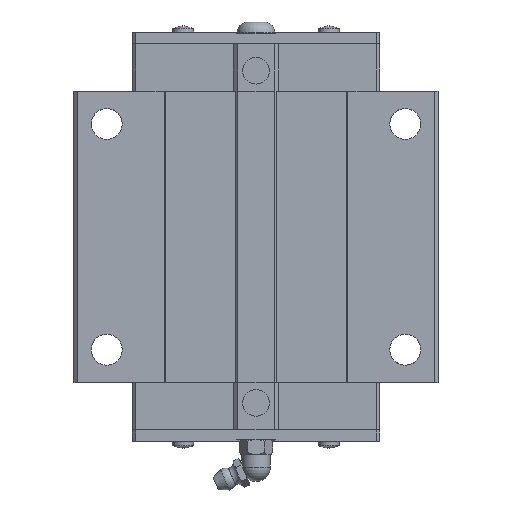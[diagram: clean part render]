
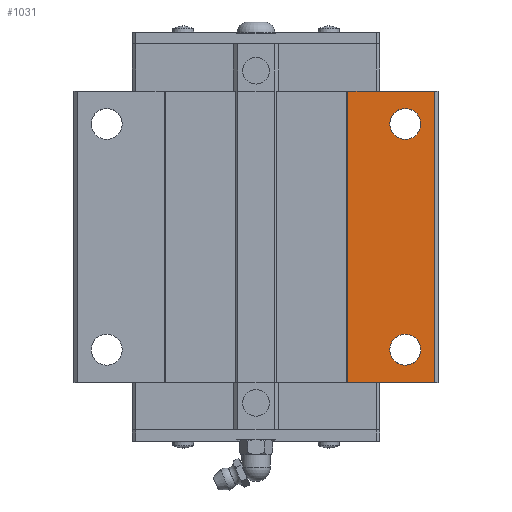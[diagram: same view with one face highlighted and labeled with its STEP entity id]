
A CAD part, top view. The second image highlights one B-rep face of the part: STEP entity #1031.
In plain terms, the highlighted planar face has unit normal (0, 0, 1).
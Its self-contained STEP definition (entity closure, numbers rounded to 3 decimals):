
#1031=ADVANCED_FACE('',(#2133,#2134,#2135),#2136,.T.);
#2133=FACE_OUTER_BOUND('',#3307,.T.);
#2134=FACE_BOUND('',#3308,.T.);
#2135=FACE_BOUND('',#3309,.T.);
#2136=PLANE('',#3310);
#3307=EDGE_LOOP('',(#6505,#6506,#6507,#6508));
#3308=EDGE_LOOP('',(#6509,#6510));
#3309=EDGE_LOOP('',(#6511,#6512));
#3310=AXIS2_PLACEMENT_3D('',#6513,#6514,#6515);
#6505=ORIENTED_EDGE('',*,*,#8279,.T.);
#6506=ORIENTED_EDGE('',*,*,#8208,.T.);
#6507=ORIENTED_EDGE('',*,*,#8285,.F.);
#6508=ORIENTED_EDGE('',*,*,#8260,.T.);
#6509=ORIENTED_EDGE('',*,*,#7096,.T.);
#6510=ORIENTED_EDGE('',*,*,#8286,.T.);
#6511=ORIENTED_EDGE('',*,*,#7091,.T.);
#6512=ORIENTED_EDGE('',*,*,#8287,.T.);
#6513=CARTESIAN_POINT('',(0.0,96.201,48.0));
#6514=DIRECTION('',(0.0,0.0,1.0));
#6515=DIRECTION('',(-1.0,0.0,0.0));
#7091=EDGE_CURVE('',#8498,#8504,#8506,.T.);
#7096=EDGE_CURVE('',#8509,#8513,#8515,.T.);
#8208=EDGE_CURVE('',#10170,#10168,#10171,.T.);
#8260=EDGE_CURVE('',#10260,#10258,#10261,.T.);
#8279=EDGE_CURVE('',#10258,#10170,#10284,.T.);
#8285=EDGE_CURVE('',#10260,#10168,#10290,.T.);
#8286=EDGE_CURVE('',#8513,#8509,#10291,.T.);
#8287=EDGE_CURVE('',#8504,#8498,#10292,.T.);
#8498=VERTEX_POINT('',#10563);
#8504=VERTEX_POINT('',#10570);
#8506=CIRCLE('',#10573,4.25);
#8509=VERTEX_POINT('',#10576);
#8513=VERTEX_POINT('',#10581);
#8515=CIRCLE('',#10584,4.25);
#10168=VERTEX_POINT('',#13845);
#10170=VERTEX_POINT('',#13848);
#10171=LINE('',#13849,#13850);
#10258=VERTEX_POINT('',#13979);
#10260=VERTEX_POINT('',#13982);
#10261=LINE('',#13983,#13984);
#10284=LINE('',#14019,#14020);
#10290=LINE('',#14028,#14029);
#10291=CIRCLE('',#14030,4.25);
#10292=CIRCLE('',#14031,4.25);
#10563=CARTESIAN_POINT('',(45.25,25.201,48.0));
#10570=CARTESIAN_POINT('',(36.75,25.201,48.0));
#10573=AXIS2_PLACEMENT_3D('',#14371,#14372,#14373);
#10576=CARTESIAN_POINT('',(45.25,87.201,48.0));
#10581=CARTESIAN_POINT('',(36.75,87.201,48.0));
#10584=AXIS2_PLACEMENT_3D('',#14379,#14380,#14381);
#13845=CARTESIAN_POINT('',(49.0,16.201,48.0));
#13848=CARTESIAN_POINT('',(25.25,16.201,48.0));
#13849=CARTESIAN_POINT('',(49.0,16.201,48.0));
#13850=VECTOR('',#15459,1.0);
#13979=CARTESIAN_POINT('',(25.25,96.201,48.0));
#13982=CARTESIAN_POINT('',(49.0,96.201,48.0));
#13983=CARTESIAN_POINT('',(49.0,96.201,48.0));
#13984=VECTOR('',#15509,1.0);
#14019=CARTESIAN_POINT('',(25.25,116.201,48.0));
#14020=VECTOR('',#15522,1.0);
#14028=CARTESIAN_POINT('',(49.0,96.201,48.0));
#14029=VECTOR('',#15525,1.0);
#14030=AXIS2_PLACEMENT_3D('',#15526,#15527,#15528);
#14031=AXIS2_PLACEMENT_3D('',#15529,#15530,#15531);
#14371=CARTESIAN_POINT('',(41.0,25.201,48.0));
#14372=DIRECTION('',(0.0,0.0,-1.0));
#14373=DIRECTION('',(1.0,0.0,0.0));
#14379=CARTESIAN_POINT('',(41.0,87.201,48.0));
#14380=DIRECTION('',(0.0,0.0,-1.0));
#14381=DIRECTION('',(1.0,0.0,0.0));
#15459=DIRECTION('',(1.0,0.0,0.0));
#15509=DIRECTION('',(-1.0,0.0,0.0));
#15522=DIRECTION('',(0.0,-1.0,0.0));
#15525=DIRECTION('',(0.0,-1.0,0.0));
#15526=CARTESIAN_POINT('',(41.0,87.201,48.0));
#15527=DIRECTION('',(0.0,0.0,-1.0));
#15528=DIRECTION('',(1.0,0.0,0.0));
#15529=CARTESIAN_POINT('',(41.0,25.201,48.0));
#15530=DIRECTION('',(0.0,0.0,-1.0));
#15531=DIRECTION('',(1.0,0.0,0.0));
